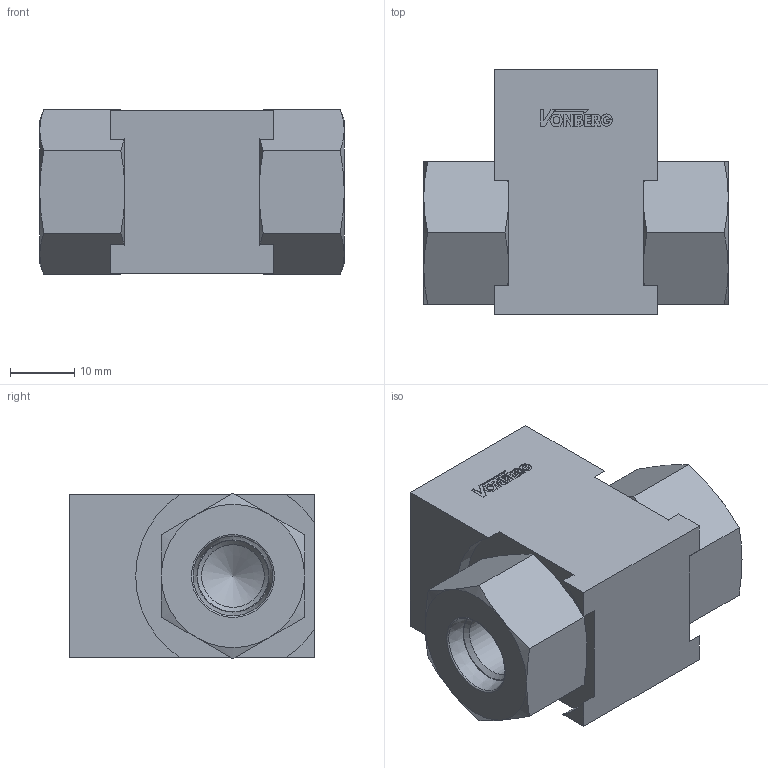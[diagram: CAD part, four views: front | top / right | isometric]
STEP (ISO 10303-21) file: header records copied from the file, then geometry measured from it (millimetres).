
FILE_DESCRIPTION((''),'2;1');
FILE_NAME('60125-4T.stp','2015-01-05T16:37:29',('jml'),(''),'Autodesk Inventor 2010','Autodesk Inventor 2010','');
FILE_SCHEMA(('AUTOMOTIVE_DESIGN { 1 0 10303 214 1 1 1 1 }'));
Length unit declared in the file: inch
Products named in the file (4): 60125-4T; 300111-4; 220660; 908 O-RING
Assembly tree (5 placements, depth 2):
  60125-4T
    300111-4
    220660  x2
    908 O-RING  x2
Bounding box: 47.24 x 38.1 x 25.66 mm (x, y, z)
Volume: 29155.4 mm3; surface area: 12438.9 mm2
Topology: 5 solids, 5 shells, 188 faces, 449 edges, 287 vertices
Faces by surface type: plane 111, cone 40, cylinder 30, torus 7
Full cylindrical faces by diameter (mm): 1.044 x1, 9.728 x3, 16.815 x2, 17.323 x1, 19.05 x2, 21.031 x1
Entity records: 4697 total; most frequent: CARTESIAN_POINT 860, DIRECTION 743, ORIENTED_EDGE 714, EDGE_CURVE 357, AXIS2_PLACEMENT_3D 249, VERTEX_POINT 245, VECTOR 245, LINE 245
